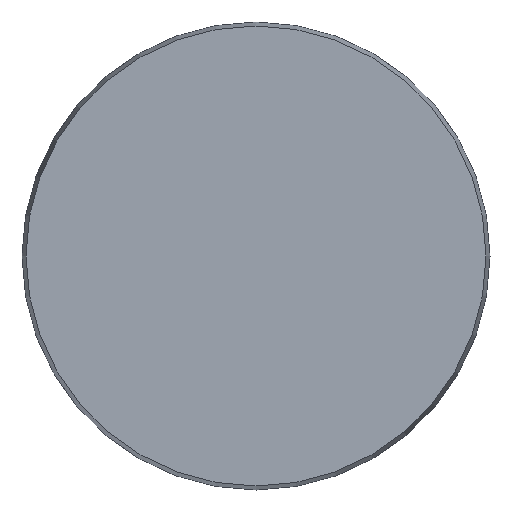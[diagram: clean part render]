
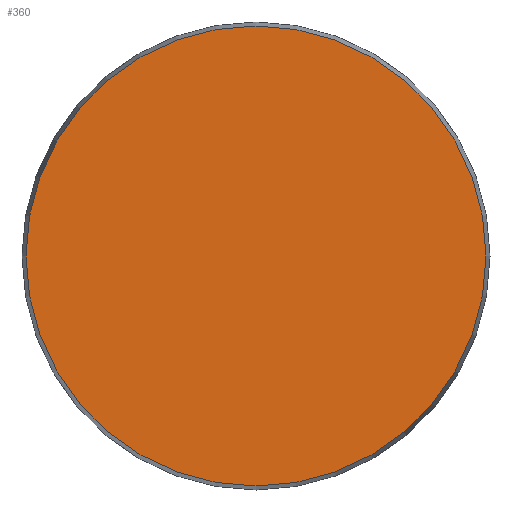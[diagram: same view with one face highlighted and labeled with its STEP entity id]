
A CAD part, front view. The second image highlights one B-rep face of the part: STEP entity #360.
In plain terms, the highlighted planar face has unit normal (0, -1, 0).
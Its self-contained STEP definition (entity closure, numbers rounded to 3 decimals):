
#30 = EDGE_CURVE ( 'NONE', #420, #470, #1006, .T. ) ;
#37 = AXIS2_PLACEMENT_3D ( 'NONE', #935, #840, #385 ) ;
#46 = DIRECTION ( 'NONE',  ( 0., 0., -1. ) ) ;
#50 = CARTESIAN_POINT ( 'NONE',  ( 0., 0., 49.143 ) ) ;
#128 = CARTESIAN_POINT ( 'NONE',  ( 0., 0., 0. ) ) ;
#130 = EDGE_CURVE ( 'NONE', #470, #420, #630, .T. ) ;
#192 = AXIS2_PLACEMENT_3D ( 'NONE', #395, #808, #796 ) ;
#287 = PLANE ( 'NONE',  #37 ) ;
#360 = ADVANCED_FACE ( 'NONE', ( #997 ), #287, .F. ) ;
#385 = DIRECTION ( 'NONE',  ( 0., 0., 1. ) ) ;
#395 = CARTESIAN_POINT ( 'NONE',  ( 0., 0., 0. ) ) ;
#414 = AXIS2_PLACEMENT_3D ( 'NONE', #128, #451, #46 ) ;
#420 = VERTEX_POINT ( 'NONE', #543 ) ;
#451 = DIRECTION ( 'NONE',  ( 0., -1., 0. ) ) ;
#470 = VERTEX_POINT ( 'NONE', #50 ) ;
#543 = CARTESIAN_POINT ( 'NONE',  ( 0., 0., -49.143 ) ) ;
#561 = EDGE_LOOP ( 'NONE', ( #999, #847 ) ) ;
#630 = CIRCLE ( 'NONE', #192, 49.143 ) ;
#796 = DIRECTION ( 'NONE',  ( 0., 0., -1. ) ) ;
#808 = DIRECTION ( 'NONE',  ( 0., -1., 0. ) ) ;
#840 = DIRECTION ( 'NONE',  ( 0., 1., 0. ) ) ;
#847 = ORIENTED_EDGE ( 'NONE', *, *, #30, .T. ) ;
#935 = CARTESIAN_POINT ( 'NONE',  ( -49.143, 0., 0. ) ) ;
#997 = FACE_OUTER_BOUND ( 'NONE', #561, .T. ) ;
#999 = ORIENTED_EDGE ( 'NONE', *, *, #130, .T. ) ;
#1006 = CIRCLE ( 'NONE', #414, 49.143 ) ;
